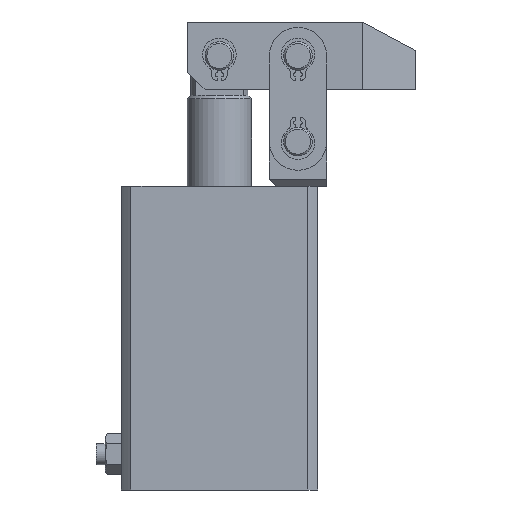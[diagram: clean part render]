
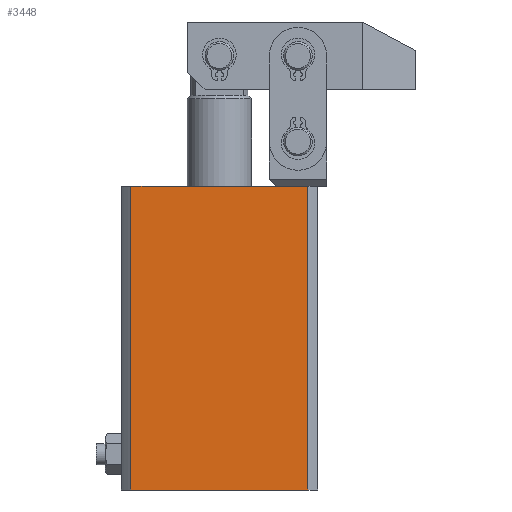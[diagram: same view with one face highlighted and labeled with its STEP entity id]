
A CAD part, front view. The second image highlights one B-rep face of the part: STEP entity #3448.
In plain terms, the highlighted planar face has unit normal (0, -1, 0).
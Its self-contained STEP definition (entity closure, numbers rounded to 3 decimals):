
#153 = CARTESIAN_POINT ( 'NONE',  ( 0., -27.5, 85. ) ) ;
#154 = DIRECTION ( 'NONE',  ( 1., 0., 0. ) ) ;
#1095 = LINE ( 'NONE', #153, #1098 ) ;
#1098 = VECTOR ( 'NONE', #154, 1000. ) ;
#1778 = CARTESIAN_POINT ( 'NONE',  ( 24.754, -27.5, 85. ) ) ;
#1786 = CARTESIAN_POINT ( 'NONE',  ( -24.754, -27.5, 85. ) ) ;
#1836 = CARTESIAN_POINT ( 'NONE',  ( -24.754, -27.5, 0. ) ) ;
#1837 = CARTESIAN_POINT ( 'NONE',  ( 24.754, -27.5, 0. ) ) ;
#2977 = VERTEX_POINT ( 'NONE', #1837 ) ;
#2978 = VERTEX_POINT ( 'NONE', #1836 ) ;
#3002 = VERTEX_POINT ( 'NONE', #1786 ) ;
#3004 = VERTEX_POINT ( 'NONE', #1778 ) ;
#3448 = ADVANCED_FACE ( 'NONE', ( #9075 ), #5026, .F. ) ;
#3725 = EDGE_CURVE ( 'NONE', #3004, #2977, #3981, .T. ) ;
#3736 = EDGE_CURVE ( 'NONE', #3002, #2978, #3999, .T. ) ;
#3981 = LINE ( 'NONE', #5840, #3985 ) ;
#3985 = VECTOR ( 'NONE', #5823, 1000. ) ;
#3999 = LINE ( 'NONE', #5854, #4004 ) ;
#4004 = VECTOR ( 'NONE', #5866, 1000. ) ;
#4161 = LINE ( 'NONE', #6292, #4163 ) ;
#4163 = VECTOR ( 'NONE', #6285, 1000. ) ;
#5019 = CARTESIAN_POINT ( 'NONE',  ( 0., -27.5, 85. ) ) ;
#5026 = PLANE ( 'NONE',  #9315 ) ;
#5029 = DIRECTION ( 'NONE',  ( 0., 1., 0. ) ) ;
#5030 = DIRECTION ( 'NONE',  ( 0., 0., 1. ) ) ;
#5823 = DIRECTION ( 'NONE',  ( 0., 0., -1. ) ) ;
#5840 = CARTESIAN_POINT ( 'NONE',  ( 24.754, -27.5, 85. ) ) ;
#5854 = CARTESIAN_POINT ( 'NONE',  ( -24.754, -27.5, 85. ) ) ;
#5866 = DIRECTION ( 'NONE',  ( 0., 0., -1. ) ) ;
#6285 = DIRECTION ( 'NONE',  ( 1., 0., 0. ) ) ;
#6292 = CARTESIAN_POINT ( 'NONE',  ( 0., -27.5, 0. ) ) ;
#6913 = ORIENTED_EDGE ( 'NONE', *, *, #7506, .T. ) ;
#6914 = ORIENTED_EDGE ( 'NONE', *, *, #3725, .F. ) ;
#6915 = ORIENTED_EDGE ( 'NONE', *, *, #9932, .F. ) ;
#6916 = ORIENTED_EDGE ( 'NONE', *, *, #3736, .T. ) ;
#7506 = EDGE_CURVE ( 'NONE', #2978, #2977, #4161, .T. ) ;
#8886 = EDGE_LOOP ( 'NONE', ( #6913, #6914, #6915, #6916 ) ) ;
#9075 = FACE_OUTER_BOUND ( 'NONE', #8886, .T. ) ;
#9315 = AXIS2_PLACEMENT_3D ( 'NONE', #5019, #5029, #5030 ) ;
#9932 = EDGE_CURVE ( 'NONE', #3002, #3004, #1095, .T. ) ;
